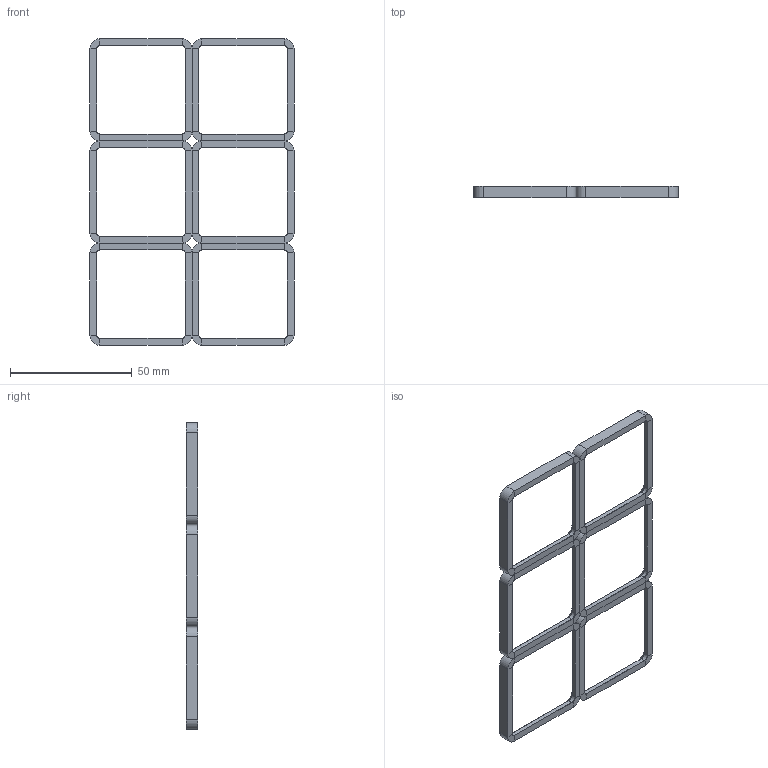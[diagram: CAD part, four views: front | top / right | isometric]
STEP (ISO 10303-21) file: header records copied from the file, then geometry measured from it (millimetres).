
FILE_DESCRIPTION((('zoo.dev export')), '2;1');
FILE_NAME('dump.step', '2024-11-11T14:34:25.864203435+00:00', ('Author unknown'), ('Organization unknown'), 'zoo.dev beta', 'zoo.dev', 'Authorization unknown');
FILE_SCHEMA(('AP203_CONFIGURATION_CONTROLLED_3D_DESIGN_OF_MECHANICAL_PARTS_AND_ASSEMBLIES_MIM_LF'));
Length unit declared in the file: metre
Products named in the file (48): UNIDENTIFIED_PRODUCT
Bounding box: 84 x 4.65 x 126 mm (x, y, z)
Volume: 7365.6 mm3; surface area: 13133.8 mm2
Topology: 48 solids, 48 shells, 336 faces, 720 edges, 480 vertices
Faces by surface type: plane 240, cylinder 48, bspline 48
Entity records: 9003 total; most frequent: CARTESIAN_POINT 1776, ORIENTED_EDGE 1440, DIRECTION 1176, EDGE_CURVE 720, VECTOR 600, LINE 600, VERTEX_POINT 480, AXIS2_PLACEMENT_3D 408
